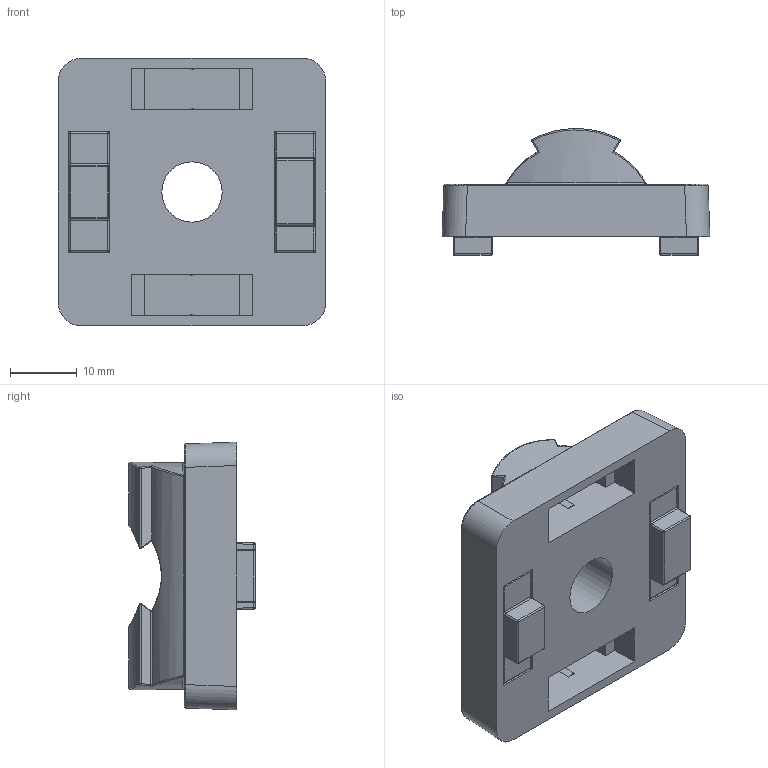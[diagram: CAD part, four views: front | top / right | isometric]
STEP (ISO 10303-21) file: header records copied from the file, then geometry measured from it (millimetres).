
FILE_DESCRIPTION(/* description */ (''),/* implementation_level */ '2;1');
FILE_NAME(/* name */ '13158_KriTec_Adapterplatte_8_D28_mit_Nutfixierung_Nut_8.stp',/* time_stamp */ '2016-03-08T10:08:35+01:00',/* author */ ('Steiner'),/* organization */ (''),/* preprocessor_version */ 'ST-DEVELOPER v16.1',/* originating_system */ 'Autodesk Inventor 2016',/* authorisation */ '');
FILE_SCHEMA (('AUTOMOTIVE_DESIGN { 1 0 10303 214 3 1 1 }'));
Length unit declared in the file: millimetre
Products named in the file (3): 13158_Adapterplatte; Nutfixierung; 13158_KriTec_Adapterplatte_8_D28_mit_Nutfixierung_Nut_8
Assembly tree (3 placements, depth 2):
  13158_KriTec_Adapterplatte_8_D28_mit_Nutfixierung_Nut_8
    13158_Adapterplatte
    Nutfixierung  x2
Bounding box: 40 x 18.91 x 40 mm (x, y, z)
Volume: 13030.7 mm3; surface area: 7585.5 mm2
Topology: 3 solids, 3 shells, 293 faces, 684 edges, 370 vertices
Faces by surface type: cylinder 112, plane 91, bspline 46, sphere 40, torus 4
Full cylindrical faces by diameter (mm): 9 x1, 15 x1
Entity records: 7105 total; most frequent: CARTESIAN_POINT 2619, ORIENTED_EDGE 958, DIRECTION 882, EDGE_CURVE 479, AXIS2_PLACEMENT_3D 316, VERTEX_POINT 281, LINE 250, VECTOR 250
